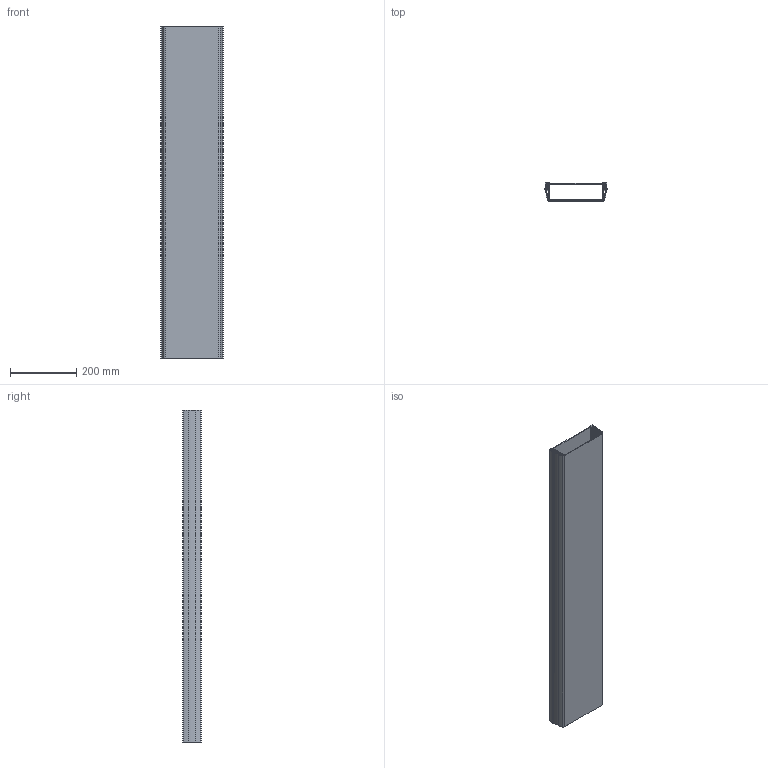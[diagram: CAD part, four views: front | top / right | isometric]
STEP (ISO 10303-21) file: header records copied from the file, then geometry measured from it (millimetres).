
FILE_DESCRIPTION((''),'2;1');
FILE_NAME('94241000_ASPH 1850-1000.stp','2010-02-04T14:21:21',('kotzmaier'),(''),'Autodesk Inventor 2010','Autodesk Inventor 2010','');
FILE_SCHEMA(('CONFIG_CONTROL_DESIGN'));
Length unit declared in the file: millimetre
Products named in the file (3): ASPH 1850; ASPH 1850 OT_1009680_3D; ASPH 1850 UT_1009676_3D
Assembly tree (2 placements, depth 2):
  ASPH 1850
    ASPH 1850 OT_1009680_3D
    ASPH 1850 UT_1009676_3D
Bounding box: 186.99 x 54.6 x 1000 mm (x, y, z)
Volume: 1567157.7 mm3; surface area: 1346945.2 mm2
Topology: 2 solids, 2 shells, 310 faces, 918 edges, 612 vertices
Faces by surface type: plane 202, cylinder 108
Entity records: 10464 total; most frequent: CARTESIAN_POINT 1845, ORIENTED_EDGE 1836, DIRECTION 1764, EDGE_CURVE 918, VECTOR 702, LINE 702, VERTEX_POINT 612, AXIS2_PLACEMENT_3D 531
